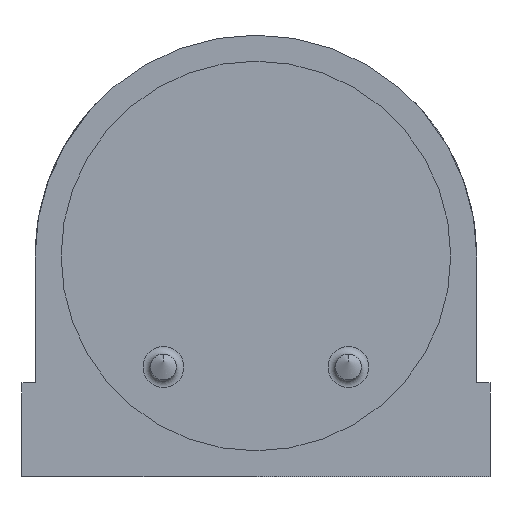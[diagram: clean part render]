
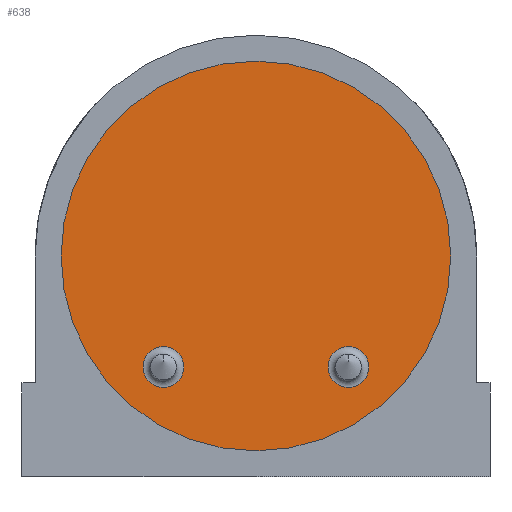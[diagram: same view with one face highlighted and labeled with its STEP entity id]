
A CAD part, left-side view. The second image highlights one B-rep face of the part: STEP entity #638.
In plain terms, the highlighted planar face has unit normal (-1, 0, 0).
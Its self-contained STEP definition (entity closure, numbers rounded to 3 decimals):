
#638 = ADVANCED_FACE('',(#639,#667,#702),#652,.F.);
#639 = FACE_BOUND('',#640,.T.);
#640 = EDGE_LOOP('',(#641));
#641 = ORIENTED_EDGE('',*,*,#642,.F.);
#642 = EDGE_CURVE('',#643,#643,#645,.T.);
#643 = VERTEX_POINT('',#644);
#644 = CARTESIAN_POINT('',(-30.053,-2.5,3.52));
#645 = SURFACE_CURVE('',#646,(#651),.PCURVE_S1.);
#646 = CIRCLE('',#647,0.55);
#647 = AXIS2_PLACEMENT_3D('',#648,#649,#650);
#648 = CARTESIAN_POINT('',(-30.053,-2.5,2.97));
#649 = DIRECTION('',(-1.,0.,0.));
#650 = DIRECTION('',(0.,0.,-1.));
#651 = PCURVE('',#652,#657);
#652 = PLANE('',#653);
#653 = AXIS2_PLACEMENT_3D('',#654,#655,#656);
#654 = CARTESIAN_POINT('',(-30.053,0.,5.97)
  );
#655 = DIRECTION('',(1.,0.,0.));
#656 = DIRECTION('',(-0.,1.,0.));
#657 = DEFINITIONAL_REPRESENTATION('',(#658),#666);
#658 = ( BOUNDED_CURVE() B_SPLINE_CURVE(2,(#659,#660,#661,#662,#663,#664
,#665),.UNSPECIFIED.,.T.,.F.) B_SPLINE_CURVE_WITH_KNOTS((1,2,2,2,2,1),(
    -2.094,0.,2.094,4.189,6.283,
8.378),.UNSPECIFIED.) CURVE() GEOMETRIC_REPRESENTATION_ITEM() 
RATIONAL_B_SPLINE_CURVE((1.,0.5,1.,0.5,1.,0.5,1.)) REPRESENTATION_ITEM(
  '') );
#659 = CARTESIAN_POINT('',(-2.5,-3.55));
#660 = CARTESIAN_POINT('',(-3.453,-3.55));
#661 = CARTESIAN_POINT('',(-2.976,-2.725));
#662 = CARTESIAN_POINT('',(-2.5,-1.9));
#663 = CARTESIAN_POINT('',(-2.024,-2.725));
#664 = CARTESIAN_POINT('',(-1.547,-3.55));
#665 = CARTESIAN_POINT('',(-2.5,-3.55));
#666 = ( GEOMETRIC_REPRESENTATION_CONTEXT(2) 
PARAMETRIC_REPRESENTATION_CONTEXT() REPRESENTATION_CONTEXT('2D SPACE',''
  ) );
#667 = FACE_BOUND('',#668,.T.);
#668 = EDGE_LOOP('',(#669));
#669 = ORIENTED_EDGE('',*,*,#670,.T.);
#670 = EDGE_CURVE('',#671,#671,#673,.T.);
#671 = VERTEX_POINT('',#672);
#672 = CARTESIAN_POINT('',(-30.053,0.,11.237)
  );
#673 = SURFACE_CURVE('',#674,(#679,#690),.PCURVE_S1.);
#674 = CIRCLE('',#675,5.267);
#675 = AXIS2_PLACEMENT_3D('',#676,#677,#678);
#676 = CARTESIAN_POINT('',(-30.053,0.,5.97)
  );
#677 = DIRECTION('',(-1.,0.,0.));
#678 = DIRECTION('',(0.,0.,-1.));
#679 = PCURVE('',#652,#680);
#680 = DEFINITIONAL_REPRESENTATION('',(#681),#689);
#681 = ( BOUNDED_CURVE() B_SPLINE_CURVE(2,(#682,#683,#684,#685,#686,#687
,#688),.UNSPECIFIED.,.T.,.F.) B_SPLINE_CURVE_WITH_KNOTS((1,2,2,2,2,1),(
    -2.094,0.,2.094,4.189,6.283,
8.378),.UNSPECIFIED.) CURVE() GEOMETRIC_REPRESENTATION_ITEM() 
RATIONAL_B_SPLINE_CURVE((1.,0.5,1.,0.5,1.,0.5,1.)) REPRESENTATION_ITEM(
  '') );
#682 = CARTESIAN_POINT('',(0.,-5.267));
#683 = CARTESIAN_POINT('',(-9.123,-5.267));
#684 = CARTESIAN_POINT('',(-4.562,2.634));
#685 = CARTESIAN_POINT('',(0.,10.535));
#686 = CARTESIAN_POINT('',(4.562,2.634));
#687 = CARTESIAN_POINT('',(9.123,-5.267));
#688 = CARTESIAN_POINT('',(0.,-5.267));
#689 = ( GEOMETRIC_REPRESENTATION_CONTEXT(2) 
PARAMETRIC_REPRESENTATION_CONTEXT() REPRESENTATION_CONTEXT('2D SPACE',''
  ) );
#690 = PCURVE('',#691,#696);
#691 = CYLINDRICAL_SURFACE('',#692,5.267);
#692 = AXIS2_PLACEMENT_3D('',#693,#694,#695);
#693 = CARTESIAN_POINT('',(-5.673,0.,5.97)
  );
#694 = DIRECTION('',(-1.,0.,0.));
#695 = DIRECTION('',(0.,0.,-1.));
#696 = DEFINITIONAL_REPRESENTATION('',(#697),#701);
#697 = LINE('',#698,#699);
#698 = CARTESIAN_POINT('',(0.,24.38));
#699 = VECTOR('',#700,1.);
#700 = DIRECTION('',(1.,0.));
#701 = ( GEOMETRIC_REPRESENTATION_CONTEXT(2) 
PARAMETRIC_REPRESENTATION_CONTEXT() REPRESENTATION_CONTEXT('2D SPACE',''
  ) );
#702 = FACE_BOUND('',#703,.T.);
#703 = EDGE_LOOP('',(#704));
#704 = ORIENTED_EDGE('',*,*,#705,.F.);
#705 = EDGE_CURVE('',#706,#706,#708,.T.);
#706 = VERTEX_POINT('',#707);
#707 = CARTESIAN_POINT('',(-30.053,2.5,3.52));
#708 = SURFACE_CURVE('',#709,(#714),.PCURVE_S1.);
#709 = CIRCLE('',#710,0.55);
#710 = AXIS2_PLACEMENT_3D('',#711,#712,#713);
#711 = CARTESIAN_POINT('',(-30.053,2.5,2.97));
#712 = DIRECTION('',(-1.,0.,0.));
#713 = DIRECTION('',(0.,0.,-1.));
#714 = PCURVE('',#652,#715);
#715 = DEFINITIONAL_REPRESENTATION('',(#716),#724);
#716 = ( BOUNDED_CURVE() B_SPLINE_CURVE(2,(#717,#718,#719,#720,#721,#722
,#723),.UNSPECIFIED.,.T.,.F.) B_SPLINE_CURVE_WITH_KNOTS((1,2,2,2,2,1),(
    -2.094,0.,2.094,4.189,6.283,
8.378),.UNSPECIFIED.) CURVE() GEOMETRIC_REPRESENTATION_ITEM() 
RATIONAL_B_SPLINE_CURVE((1.,0.5,1.,0.5,1.,0.5,1.)) REPRESENTATION_ITEM(
  '') );
#717 = CARTESIAN_POINT('',(2.5,-3.55));
#718 = CARTESIAN_POINT('',(1.547,-3.55));
#719 = CARTESIAN_POINT('',(2.024,-2.725));
#720 = CARTESIAN_POINT('',(2.5,-1.9));
#721 = CARTESIAN_POINT('',(2.976,-2.725));
#722 = CARTESIAN_POINT('',(3.453,-3.55));
#723 = CARTESIAN_POINT('',(2.5,-3.55));
#724 = ( GEOMETRIC_REPRESENTATION_CONTEXT(2) 
PARAMETRIC_REPRESENTATION_CONTEXT() REPRESENTATION_CONTEXT('2D SPACE',''
  ) );
